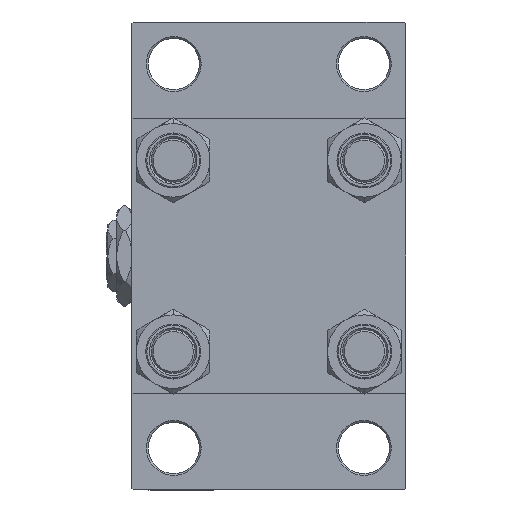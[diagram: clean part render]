
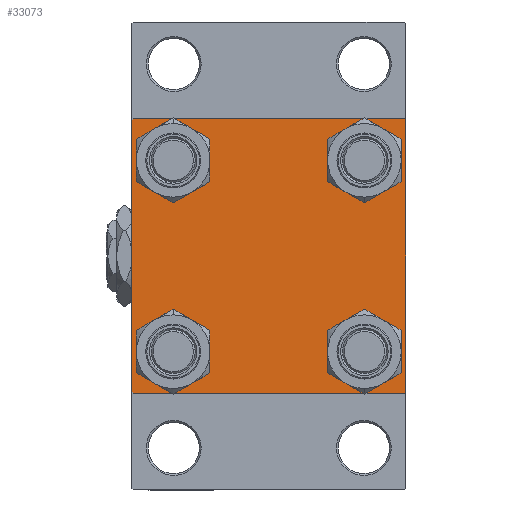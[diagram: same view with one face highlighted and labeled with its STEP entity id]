
A CAD part, left-side view. The second image highlights one B-rep face of the part: STEP entity #33073.
In plain terms, the highlighted planar face has unit normal (-1, 0, 0).
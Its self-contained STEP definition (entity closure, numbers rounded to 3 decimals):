
#4 = LINE ( 'NONE', #8455, #15649 ) ;
#341 = VERTEX_POINT ( 'NONE', #40149 ) ;
#1013 = VERTEX_POINT ( 'NONE', #29157 ) ;
#1557 = CARTESIAN_POINT ( 'NONE',  ( 0., 37.5, -37. ) ) ;
#1748 = EDGE_LOOP ( 'NONE', ( #2213, #4210 ) ) ;
#1804 = CARTESIAN_POINT ( 'NONE',  ( 0., -26.15, -19.65 ) ) ;
#2166 = LINE ( 'NONE', #24779, #40375 ) ;
#2213 = ORIENTED_EDGE ( 'NONE', *, *, #38854, .T. ) ;
#2256 = DIRECTION ( 'NONE',  ( 0., 0., -1. ) ) ;
#2377 = CIRCLE ( 'NONE', #38894, 6.5 ) ;
#3078 = DIRECTION ( 'NONE',  ( 0., 0., 1. ) ) ;
#3913 = CARTESIAN_POINT ( 'NONE',  ( 0., -26.15, -32.65 ) ) ;
#4210 = ORIENTED_EDGE ( 'NONE', *, *, #38339, .T. ) ;
#4438 = VECTOR ( 'NONE', #10794, 1000. ) ;
#4999 = CARTESIAN_POINT ( 'NONE',  ( 0., -37.5, 37. ) ) ;
#5183 = VECTOR ( 'NONE', #46660, 1000. ) ;
#5243 = ORIENTED_EDGE ( 'NONE', *, *, #31858, .T. ) ;
#5430 = CARTESIAN_POINT ( 'NONE',  ( 0., -37.5, -37. ) ) ;
#5917 = CARTESIAN_POINT ( 'NONE',  ( 0., 26.15, 26.15 ) ) ;
#6424 = DIRECTION ( 'NONE',  ( 0., -1., 0. ) ) ;
#6426 = DIRECTION ( 'NONE',  ( 0., 0., 1. ) ) ;
#6485 = ORIENTED_EDGE ( 'NONE', *, *, #46382, .T. ) ;
#7079 = VERTEX_POINT ( 'NONE', #17685 ) ;
#7167 = EDGE_LOOP ( 'NONE', ( #48762, #29820 ) ) ;
#7343 = LINE ( 'NONE', #32957, #38282 ) ;
#7453 = VERTEX_POINT ( 'NONE', #26554 ) ;
#7911 = VERTEX_POINT ( 'NONE', #1557 ) ;
#8455 = CARTESIAN_POINT ( 'NONE',  ( 0., -37.25, 37.25 ) ) ;
#8512 = ORIENTED_EDGE ( 'NONE', *, *, #17686, .T. ) ;
#9144 = ORIENTED_EDGE ( 'NONE', *, *, #14732, .T. ) ;
#9424 = CIRCLE ( 'NONE', #40342, 6.5 ) ;
#9425 = LINE ( 'NONE', #43474, #30990 ) ;
#9640 = CARTESIAN_POINT ( 'NONE',  ( 0., 26.15, -26.15 ) ) ;
#9872 = DIRECTION ( 'NONE',  ( 0., 0.707, -0.707 ) ) ;
#10794 = DIRECTION ( 'NONE',  ( 0., -0.707, 0.707 ) ) ;
#10884 = DIRECTION ( 'NONE',  ( 1., 0., 0. ) ) ;
#11237 = CARTESIAN_POINT ( 'NONE',  ( 0., 37., -37.5 ) ) ;
#13430 = CARTESIAN_POINT ( 'NONE',  ( 0., 37.25, -37.25 ) ) ;
#13600 = AXIS2_PLACEMENT_3D ( 'NONE', #5917, #24557, #20823 ) ;
#14268 = CARTESIAN_POINT ( 'NONE',  ( 0., 0., 0. ) ) ;
#14732 = EDGE_CURVE ( 'NONE', #48158, #43232, #4, .T. ) ;
#15394 = CARTESIAN_POINT ( 'NONE',  ( 0., -37., 37.5 ) ) ;
#15643 = CARTESIAN_POINT ( 'NONE',  ( 0., 37., 37.5 ) ) ;
#15649 = VECTOR ( 'NONE', #30309, 1000. ) ;
#15918 = VECTOR ( 'NONE', #2256, 1000. ) ;
#15963 = CARTESIAN_POINT ( 'NONE',  ( 0., 26.15, 26.15 ) ) ;
#17596 = VERTEX_POINT ( 'NONE', #27595 ) ;
#17685 = CARTESIAN_POINT ( 'NONE',  ( 0., 26.15, 19.65 ) ) ;
#17686 = EDGE_CURVE ( 'NONE', #1013, #341, #19708, .T. ) ;
#17752 = FACE_OUTER_BOUND ( 'NONE', #24111, .T. ) ;
#17757 = VERTEX_POINT ( 'NONE', #3913 ) ;
#17770 = CARTESIAN_POINT ( 'NONE',  ( 0., 26.15, -19.65 ) ) ;
#18001 = FACE_BOUND ( 'NONE', #7167, .T. ) ;
#18501 = EDGE_CURVE ( 'NONE', #7079, #7453, #9424, .T. ) ;
#19520 = CIRCLE ( 'NONE', #43330, 6.5 ) ;
#19708 = CIRCLE ( 'NONE', #29202, 6.5 ) ;
#19924 = CIRCLE ( 'NONE', #41300, 6.5 ) ;
#20068 = EDGE_CURVE ( 'NONE', #22377, #25360, #2166, .T. ) ;
#20105 = CARTESIAN_POINT ( 'NONE',  ( 0., 37.5, 37. ) ) ;
#20158 = DIRECTION ( 'NONE',  ( 1., 0., 0. ) ) ;
#20823 = DIRECTION ( 'NONE',  ( 0., 0., 1. ) ) ;
#21266 = DIRECTION ( 'NONE',  ( 1., 0., 0. ) ) ;
#21615 = EDGE_CURVE ( 'NONE', #341, #1013, #2377, .T. ) ;
#21616 = VERTEX_POINT ( 'NONE', #5430 ) ;
#22357 = CIRCLE ( 'NONE', #44578, 6.5 ) ;
#22377 = VERTEX_POINT ( 'NONE', #15643 ) ;
#22394 = VECTOR ( 'NONE', #28344, 1000. ) ;
#22618 = ORIENTED_EDGE ( 'NONE', *, *, #44031, .F. ) ;
#23353 = DIRECTION ( 'NONE',  ( 0., 0., 1. ) ) ;
#23534 = VERTEX_POINT ( 'NONE', #1804 ) ;
#24111 = EDGE_LOOP ( 'NONE', ( #32554, #47184, #5243, #28319, #42498, #9144, #22618, #29273 ) ) ;
#24139 = VERTEX_POINT ( 'NONE', #17770 ) ;
#24557 = DIRECTION ( 'NONE',  ( 1., 0., 0. ) ) ;
#24779 = CARTESIAN_POINT ( 'NONE',  ( 0., 37.25, 37.25 ) ) ;
#25360 = VERTEX_POINT ( 'NONE', #20105 ) ;
#25461 = CARTESIAN_POINT ( 'NONE',  ( 0., -37.25, -37.25 ) ) ;
#25480 = CIRCLE ( 'NONE', #13600, 6.5 ) ;
#25569 = CARTESIAN_POINT ( 'NONE',  ( 0., 26.15, -32.65 ) ) ;
#25801 = CARTESIAN_POINT ( 'NONE',  ( 0., -26.15, 26.15 ) ) ;
#25897 = VERTEX_POINT ( 'NONE', #11237 ) ;
#25943 = FACE_BOUND ( 'NONE', #1748, .T. ) ;
#26279 = ORIENTED_EDGE ( 'NONE', *, *, #18501, .T. ) ;
#26554 = CARTESIAN_POINT ( 'NONE',  ( 0., 26.15, 32.65 ) ) ;
#27449 = AXIS2_PLACEMENT_3D ( 'NONE', #39282, #20158, #46004 ) ;
#27595 = CARTESIAN_POINT ( 'NONE',  ( 0., -37., -37.5 ) ) ;
#28319 = ORIENTED_EDGE ( 'NONE', *, *, #38422, .T. ) ;
#28344 = DIRECTION ( 'NONE',  ( 0., -0.707, -0.707 ) ) ;
#28696 = CARTESIAN_POINT ( 'NONE',  ( 0., -26.15, -26.15 ) ) ;
#29157 = CARTESIAN_POINT ( 'NONE',  ( 0., -26.15, 32.65 ) ) ;
#29202 = AXIS2_PLACEMENT_3D ( 'NONE', #25801, #10884, #6426 ) ;
#29273 = ORIENTED_EDGE ( 'NONE', *, *, #20068, .T. ) ;
#29614 = AXIS2_PLACEMENT_3D ( 'NONE', #14268, #37118, #3078 ) ;
#29820 = ORIENTED_EDGE ( 'NONE', *, *, #47649, .T. ) ;
#30309 = DIRECTION ( 'NONE',  ( 0., 0.707, 0.707 ) ) ;
#30990 = VECTOR ( 'NONE', #6424, 1000. ) ;
#31039 = CARTESIAN_POINT ( 'NONE',  ( 0., -26.15, 26.15 ) ) ;
#31122 = DIRECTION ( 'NONE',  ( 1., 0., 0. ) ) ;
#31503 = LINE ( 'NONE', #46899, #5183 ) ;
#31858 = EDGE_CURVE ( 'NONE', #25897, #17596, #7343, .T. ) ;
#32008 = DIRECTION ( 'NONE',  ( 1., 0., 0. ) ) ;
#32441 = VERTEX_POINT ( 'NONE', #25569 ) ;
#32442 = CARTESIAN_POINT ( 'NONE',  ( 0., 26.15, -26.15 ) ) ;
#32554 = ORIENTED_EDGE ( 'NONE', *, *, #41101, .T. ) ;
#32909 = PLANE ( 'NONE',  #29614 ) ;
#32957 = CARTESIAN_POINT ( 'NONE',  ( 0., 37.5, -37.5 ) ) ;
#33073 = ADVANCED_FACE ( 'NONE', ( #44345, #25943, #18001, #33638, #17752 ), #32909, .T. ) ;
#33170 = LINE ( 'NONE', #25461, #4438 ) ;
#33638 = FACE_BOUND ( 'NONE', #47574, .T. ) ;
#35977 = DIRECTION ( 'NONE',  ( 0., 0., 1. ) ) ;
#36159 = DIRECTION ( 'NONE',  ( 0., 0., 1. ) ) ;
#36381 = EDGE_LOOP ( 'NONE', ( #8512, #40501 ) ) ;
#36788 = LINE ( 'NONE', #38873, #15918 ) ;
#37118 = DIRECTION ( 'NONE',  ( -1., 0., 0. ) ) ;
#38282 = VECTOR ( 'NONE', #48121, 1000. ) ;
#38339 = EDGE_CURVE ( 'NONE', #17757, #23534, #19520, .T. ) ;
#38422 = EDGE_CURVE ( 'NONE', #17596, #21616, #33170, .T. ) ;
#38854 = EDGE_CURVE ( 'NONE', #23534, #17757, #47288, .T. ) ;
#38873 = CARTESIAN_POINT ( 'NONE',  ( 0., -37.5, 37.5 ) ) ;
#38894 = AXIS2_PLACEMENT_3D ( 'NONE', #31039, #46200, #42973 ) ;
#39282 = CARTESIAN_POINT ( 'NONE',  ( 0., -26.15, -26.15 ) ) ;
#40125 = DIRECTION ( 'NONE',  ( 1., 0., 0. ) ) ;
#40149 = CARTESIAN_POINT ( 'NONE',  ( 0., -26.15, 19.65 ) ) ;
#40342 = AXIS2_PLACEMENT_3D ( 'NONE', #15963, #31122, #46281 ) ;
#40375 = VECTOR ( 'NONE', #9872, 1000. ) ;
#40501 = ORIENTED_EDGE ( 'NONE', *, *, #21615, .T. ) ;
#41101 = EDGE_CURVE ( 'NONE', #25360, #7911, #31503, .T. ) ;
#41300 = AXIS2_PLACEMENT_3D ( 'NONE', #9640, #32008, #35977 ) ;
#42498 = ORIENTED_EDGE ( 'NONE', *, *, #43756, .F. ) ;
#42973 = DIRECTION ( 'NONE',  ( 0., 0., 1. ) ) ;
#43232 = VERTEX_POINT ( 'NONE', #15394 ) ;
#43330 = AXIS2_PLACEMENT_3D ( 'NONE', #28696, #40125, #36159 ) ;
#43474 = CARTESIAN_POINT ( 'NONE',  ( 0., 37.5, 37.5 ) ) ;
#43756 = EDGE_CURVE ( 'NONE', #48158, #21616, #36788, .T. ) ;
#44031 = EDGE_CURVE ( 'NONE', #22377, #43232, #9425, .T. ) ;
#44345 = FACE_BOUND ( 'NONE', #36381, .T. ) ;
#44578 = AXIS2_PLACEMENT_3D ( 'NONE', #32442, #21266, #23353 ) ;
#45543 = EDGE_CURVE ( 'NONE', #24139, #32441, #19924, .T. ) ;
#46004 = DIRECTION ( 'NONE',  ( 0., 0., 1. ) ) ;
#46200 = DIRECTION ( 'NONE',  ( 1., 0., 0. ) ) ;
#46281 = DIRECTION ( 'NONE',  ( 0., 0., 1. ) ) ;
#46382 = EDGE_CURVE ( 'NONE', #7453, #7079, #25480, .T. ) ;
#46660 = DIRECTION ( 'NONE',  ( 0., 0., -1. ) ) ;
#46899 = CARTESIAN_POINT ( 'NONE',  ( 0., 37.5, 37.5 ) ) ;
#46988 = LINE ( 'NONE', #13430, #22394 ) ;
#47184 = ORIENTED_EDGE ( 'NONE', *, *, #48274, .T. ) ;
#47288 = CIRCLE ( 'NONE', #27449, 6.5 ) ;
#47574 = EDGE_LOOP ( 'NONE', ( #6485, #26279 ) ) ;
#47649 = EDGE_CURVE ( 'NONE', #32441, #24139, #22357, .T. ) ;
#48121 = DIRECTION ( 'NONE',  ( 0., -1., 0. ) ) ;
#48158 = VERTEX_POINT ( 'NONE', #4999 ) ;
#48274 = EDGE_CURVE ( 'NONE', #7911, #25897, #46988, .T. ) ;
#48762 = ORIENTED_EDGE ( 'NONE', *, *, #45543, .T. ) ;
